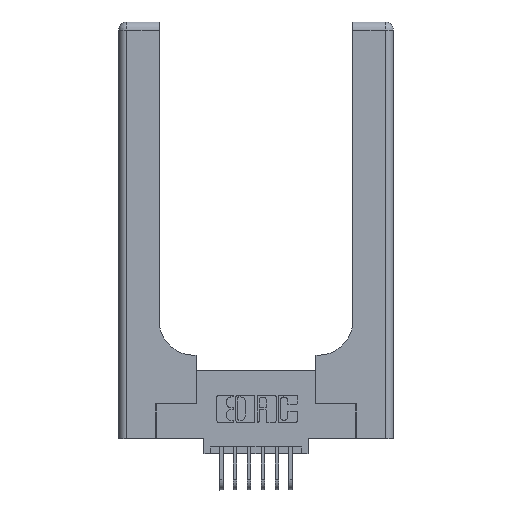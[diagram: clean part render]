
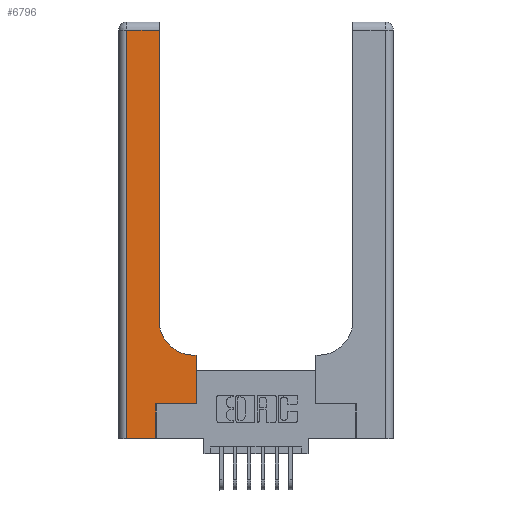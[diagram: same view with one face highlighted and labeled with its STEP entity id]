
A CAD part, top view. The second image highlights one B-rep face of the part: STEP entity #6796.
In plain terms, the highlighted planar face has unit normal (0, 0, 1).
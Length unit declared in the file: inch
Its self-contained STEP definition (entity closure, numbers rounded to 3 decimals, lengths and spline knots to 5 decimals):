
#28 = VECTOR ( 'NONE', #13460, 39.37008 ) ;
#52 = VECTOR ( 'NONE', #9765, 39.37008 ) ;
#209 = LINE ( 'NONE', #9154, #246 ) ;
#246 = VECTOR ( 'NONE', #1322, 39.37008 ) ;
#607 = FACE_OUTER_BOUND ( 'NONE', #7503, .T. ) ;
#728 = CARTESIAN_POINT ( 'NONE',  ( 0., 0., 0.37 ) ) ;
#970 = CARTESIAN_POINT ( 'NONE',  ( 0.2915, 0.85, 0.37 ) ) ;
#994 = CARTESIAN_POINT ( 'NONE',  ( 0.269, 0.25, 0.37 ) ) ;
#1012 = VERTEX_POINT ( 'NONE', #11238 ) ;
#1100 = VECTOR ( 'NONE', #2292, 39.37008 ) ;
#1122 = LINE ( 'NONE', #728, #1100 ) ;
#1184 = LINE ( 'NONE', #12547, #28 ) ;
#1322 = DIRECTION ( 'NONE',  ( 0., 1., 0. ) ) ;
#1467 = VECTOR ( 'NONE', #6495, 39.37008 ) ;
#1508 = LINE ( 'NONE', #994, #1467 ) ;
#1734 = VERTEX_POINT ( 'NONE', #6595 ) ;
#1936 = VECTOR ( 'NONE', #3028, 39.37008 ) ;
#2292 = DIRECTION ( 'NONE',  ( 1., 0., 0. ) ) ;
#3028 = DIRECTION ( 'NONE',  ( -1., 0., 0. ) ) ;
#3765 = DIRECTION ( 'NONE',  ( 0., 0., -1. ) ) ;
#3809 = LINE ( 'NONE', #4429, #1936 ) ;
#3830 = EDGE_CURVE ( 'NONE', #7150, #6435, #3809, .T. ) ;
#4051 = ORIENTED_EDGE ( 'NONE', *, *, #4185, .T. ) ;
#4075 = EDGE_CURVE ( 'NONE', #6435, #11704, #10182, .T. ) ;
#4185 = EDGE_CURVE ( 'NONE', #11380, #5779, #4677, .T. ) ;
#4327 = ORIENTED_EDGE ( 'NONE', *, *, #6680, .T. ) ;
#4429 = CARTESIAN_POINT ( 'NONE',  ( 0., 2.94, 0.37 ) ) ;
#4677 = CIRCLE ( 'NONE', #5360, 0.25 ) ;
#4942 = VERTEX_POINT ( 'NONE', #6928 ) ;
#5147 = ORIENTED_EDGE ( 'NONE', *, *, #14415, .T. ) ;
#5360 = AXIS2_PLACEMENT_3D ( 'NONE', #10864, #3765, #11831 ) ;
#5779 = VERTEX_POINT ( 'NONE', #970 ) ;
#5911 = CARTESIAN_POINT ( 'NONE',  ( 0.2915, 2.94, 0.37 ) ) ;
#5987 = ORIENTED_EDGE ( 'NONE', *, *, #3830, .T. ) ;
#6034 = ORIENTED_EDGE ( 'NONE', *, *, #13723, .T. ) ;
#6112 = DIRECTION ( 'NONE',  ( 0., -1., 0. ) ) ;
#6217 = EDGE_CURVE ( 'NONE', #5779, #7150, #11163, .T. ) ;
#6305 = ORIENTED_EDGE ( 'NONE', *, *, #4075, .T. ) ;
#6435 = VERTEX_POINT ( 'NONE', #14012 ) ;
#6495 = DIRECTION ( 'NONE',  ( 1., 0., 0. ) ) ;
#6560 = ORIENTED_EDGE ( 'NONE', *, *, #7041, .T. ) ;
#6595 = CARTESIAN_POINT ( 'NONE',  ( 0.5585, 0.6, 0.37 ) ) ;
#6680 = EDGE_CURVE ( 'NONE', #4942, #13665, #1508, .T. ) ;
#6796 = ADVANCED_FACE ( 'NONE', ( #607 ), #7043, .F. ) ;
#6928 = CARTESIAN_POINT ( 'NONE',  ( 0.269, 0.25, 0.37 ) ) ;
#7041 = EDGE_CURVE ( 'NONE', #1734, #11380, #13143, .T. ) ;
#7043 = PLANE ( 'NONE',  #10004 ) ;
#7150 = VERTEX_POINT ( 'NONE', #5911 ) ;
#7349 = ORIENTED_EDGE ( 'NONE', *, *, #12893, .T. ) ;
#7503 = EDGE_LOOP ( 'NONE', ( #8734, #5987, #6305, #5147, #7349, #4327, #6034, #6560, #4051 ) ) ;
#7890 = CARTESIAN_POINT ( 'NONE',  ( 0.06, 0., 0.37 ) ) ;
#8046 = CARTESIAN_POINT ( 'NONE',  ( 0.2915, 0.6, 0.37 ) ) ;
#8248 = DIRECTION ( 'NONE',  ( -1., 0., 0. ) ) ;
#8377 = VECTOR ( 'NONE', #6112, 39.37008 ) ;
#8706 = CARTESIAN_POINT ( 'NONE',  ( 0.2915, 3., 0.37 ) ) ;
#8734 = ORIENTED_EDGE ( 'NONE', *, *, #6217, .T. ) ;
#9154 = CARTESIAN_POINT ( 'NONE',  ( 0.5585, 0.25, 0.37 ) ) ;
#9201 = DIRECTION ( 'NONE',  ( -1., 0., 0. ) ) ;
#9765 = DIRECTION ( 'NONE',  ( 0., 1., 0. ) ) ;
#10004 = AXIS2_PLACEMENT_3D ( 'NONE', #11317, #14070, #8248 ) ;
#10182 = LINE ( 'NONE', #11607, #8377 ) ;
#10599 = CARTESIAN_POINT ( 'NONE',  ( 0.5415, 0.6, 0.37 ) ) ;
#10864 = CARTESIAN_POINT ( 'NONE',  ( 0.5415, 0.85, 0.37 ) ) ;
#11163 = LINE ( 'NONE', #8706, #52 ) ;
#11238 = CARTESIAN_POINT ( 'NONE',  ( 0.269, 0., 0.37 ) ) ;
#11317 = CARTESIAN_POINT ( 'NONE',  ( 0., 3., 0.37 ) ) ;
#11380 = VERTEX_POINT ( 'NONE', #10599 ) ;
#11607 = CARTESIAN_POINT ( 'NONE',  ( 0.06, 3., 0.37 ) ) ;
#11704 = VERTEX_POINT ( 'NONE', #7890 ) ;
#11831 = DIRECTION ( 'NONE',  ( 1., 0., 0. ) ) ;
#12547 = CARTESIAN_POINT ( 'NONE',  ( 0.269, 0., 0.37 ) ) ;
#12893 = EDGE_CURVE ( 'NONE', #1012, #4942, #1184, .T. ) ;
#13143 = LINE ( 'NONE', #8046, #13165 ) ;
#13165 = VECTOR ( 'NONE', #9201, 39.37008 ) ;
#13460 = DIRECTION ( 'NONE',  ( 0., 1., 0. ) ) ;
#13665 = VERTEX_POINT ( 'NONE', #14602 ) ;
#13723 = EDGE_CURVE ( 'NONE', #13665, #1734, #209, .T. ) ;
#14012 = CARTESIAN_POINT ( 'NONE',  ( 0.06, 2.94, 0.37 ) ) ;
#14070 = DIRECTION ( 'NONE',  ( 0., 0., -1. ) ) ;
#14415 = EDGE_CURVE ( 'NONE', #11704, #1012, #1122, .T. ) ;
#14602 = CARTESIAN_POINT ( 'NONE',  ( 0.5585, 0.25, 0.37 ) ) ;
